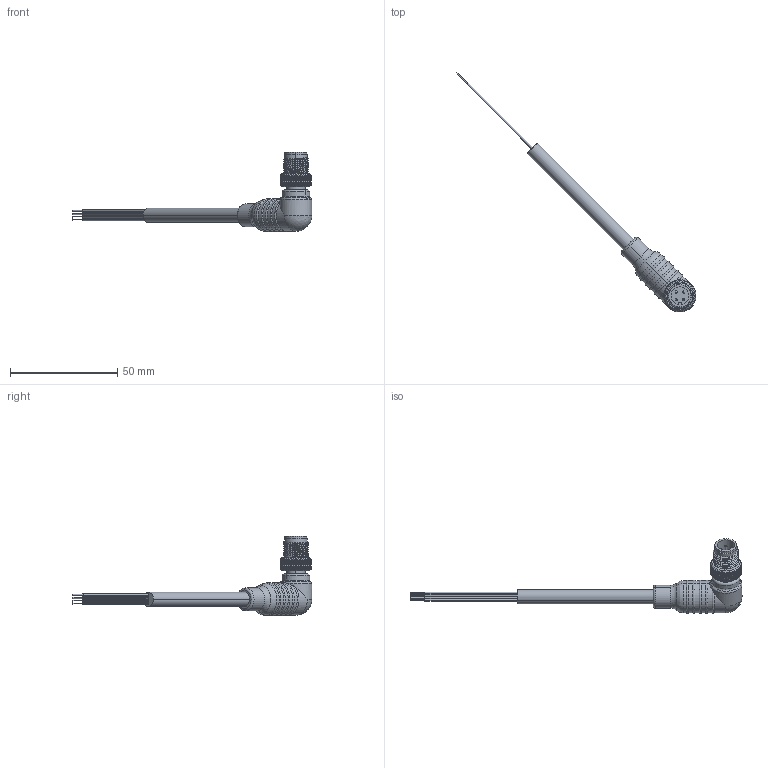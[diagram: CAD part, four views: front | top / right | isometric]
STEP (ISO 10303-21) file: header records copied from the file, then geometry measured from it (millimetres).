
FILE_DESCRIPTION((''),'2;1');
FILE_NAME('254698_SM01_ASM','2026-01-28T15:30:26',('banengservice'),('BANNER ENGINEERING'),'CREO PARAMETRIC BY PTC INC, 2022414','CREO PARAMETRIC BY PTC INC, 2022414','');
FILE_SCHEMA(('CONFIG_CONTROL_DESIGN'));
Length unit declared in the file: millimetre
Products named in the file (2): 254698_EP01; 254698_SM01_ASM
Assembly tree (1 placements, depth 2):
  254698_SM01_ASM
    254698_EP01
Bounding box: 111.99 x 111.99 x 37.33 mm (x, y, z)
Volume: 10733.9 mm3; surface area: 6474.8 mm2
Topology: 1 solids, 1 shells, 400 faces, 1110 edges, 725 vertices
Faces by surface type: cylinder 257, plane 97, torus 23, sphere 9, bspline 8, cone 6
Entity records: 16921 total; most frequent: CARTESIAN_POINT 7199, ORIENTED_EDGE 2200, DIRECTION 1807, EDGE_CURVE 1100, VERTEX_POINT 725, AXIS2_PLACEMENT_3D 724, EDGE_LOOP 423, B_SPLINE_CURVE_WITH_KNOTS 412
